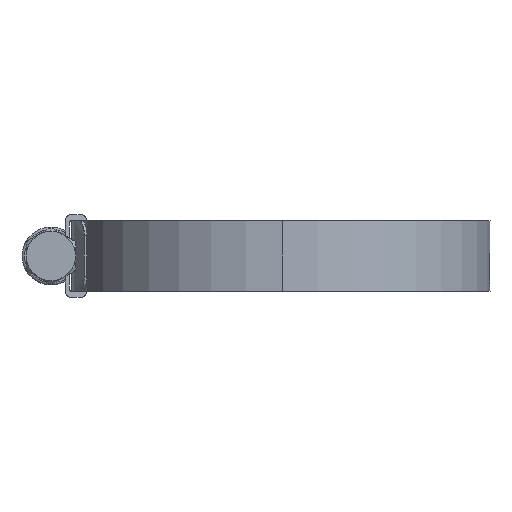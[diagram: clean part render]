
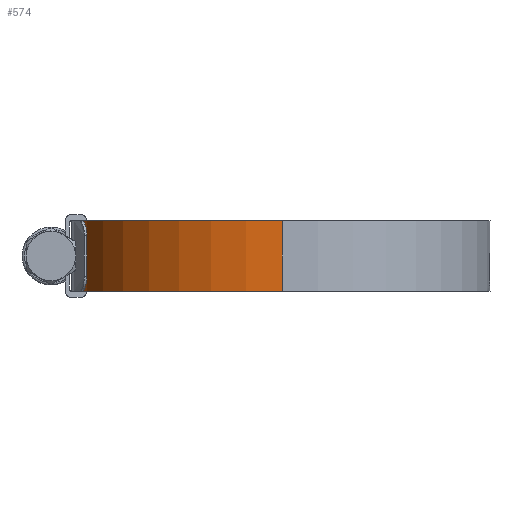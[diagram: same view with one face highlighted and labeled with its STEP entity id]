
A CAD part, left-side view. The second image highlights one B-rep face of the part: STEP entity #574.
In plain terms, the highlighted cylindrical face has radius 42.03 mm (diameter 84.06 mm), a partial arc.
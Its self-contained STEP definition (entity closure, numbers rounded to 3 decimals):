
#574 = ADVANCED_FACE ( 'NONE', ( #14050 ), #2914, .T. ) ;
#841 = EDGE_CURVE ( 'NONE', #3289, #5481, #7881, .T. ) ;
#923 = EDGE_CURVE ( 'NONE', #3289, #11345, #9947, .T. ) ;
#1034 = DIRECTION ( 'NONE',  ( 0., 0., 1. ) ) ;
#1189 = DIRECTION ( 'NONE',  ( 0., 0., -1. ) ) ;
#1800 = EDGE_CURVE ( 'NONE', #5481, #7959, #2880, .T. ) ;
#2173 = DIRECTION ( 'NONE',  ( 1., 0., 0. ) ) ;
#2377 = CARTESIAN_POINT ( 'NONE',  ( 0., 42.03, 7.135 ) ) ;
#2843 = ORIENTED_EDGE ( 'NONE', *, *, #841, .T. ) ;
#2880 = CIRCLE ( 'NONE', #7209, 42.03 ) ;
#2914 = CYLINDRICAL_SURFACE ( 'NONE', #12016, 42.03 ) ;
#3119 = EDGE_LOOP ( 'NONE', ( #8153, #11780, #2843, #5786 ) ) ;
#3289 = VERTEX_POINT ( 'NONE', #12897 ) ;
#4382 = CARTESIAN_POINT ( 'NONE',  ( -42.03, 0., 7.135 ) ) ;
#4821 = EDGE_CURVE ( 'NONE', #11345, #7959, #11215, .T. ) ;
#4857 = CARTESIAN_POINT ( 'NONE',  ( 0., 0., 7.135 ) ) ;
#5481 = VERTEX_POINT ( 'NONE', #10031 ) ;
#5786 = ORIENTED_EDGE ( 'NONE', *, *, #1800, .T. ) ;
#7088 = DIRECTION ( 'NONE',  ( 1., 0., 0. ) ) ;
#7209 = AXIS2_PLACEMENT_3D ( 'NONE', #9639, #1034, #2173 ) ;
#7881 = LINE ( 'NONE', #2377, #10647 ) ;
#7959 = VERTEX_POINT ( 'NONE', #10945 ) ;
#8153 = ORIENTED_EDGE ( 'NONE', *, *, #4821, .F. ) ;
#8745 = DIRECTION ( 'NONE',  ( 0., 0., -1. ) ) ;
#9250 = DIRECTION ( 'NONE',  ( 0., 0., 1. ) ) ;
#9639 = CARTESIAN_POINT ( 'NONE',  ( 0., 0., -7.135 ) ) ;
#9893 = DIRECTION ( 'NONE',  ( -1., 0., 0. ) ) ;
#9947 = CIRCLE ( 'NONE', #11316, 42.03 ) ;
#10031 = CARTESIAN_POINT ( 'NONE',  ( 0., 42.03, -7.135 ) ) ;
#10647 = VECTOR ( 'NONE', #11121, 1000. ) ;
#10898 = VECTOR ( 'NONE', #1189, 1000. ) ;
#10945 = CARTESIAN_POINT ( 'NONE',  ( -42.03, 0., -7.135 ) ) ;
#11121 = DIRECTION ( 'NONE',  ( 0., 0., -1. ) ) ;
#11215 = LINE ( 'NONE', #4382, #10898 ) ;
#11316 = AXIS2_PLACEMENT_3D ( 'NONE', #4857, #9250, #7088 ) ;
#11345 = VERTEX_POINT ( 'NONE', #13707 ) ;
#11780 = ORIENTED_EDGE ( 'NONE', *, *, #923, .F. ) ;
#12016 = AXIS2_PLACEMENT_3D ( 'NONE', #13177, #8745, #9893 ) ;
#12897 = CARTESIAN_POINT ( 'NONE',  ( 0., 42.03, 7.135 ) ) ;
#13177 = CARTESIAN_POINT ( 'NONE',  ( 0., 0., 7.135 ) ) ;
#13707 = CARTESIAN_POINT ( 'NONE',  ( -42.03, 0., 7.135 ) ) ;
#14050 = FACE_OUTER_BOUND ( 'NONE', #3119, .T. ) ;
